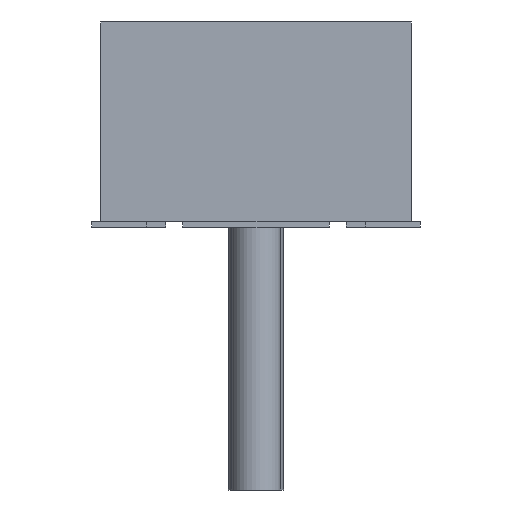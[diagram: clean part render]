
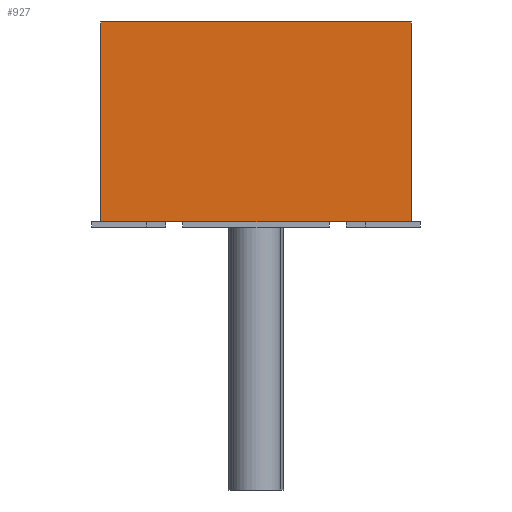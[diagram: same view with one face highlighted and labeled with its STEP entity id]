
A CAD part, left-side view. The second image highlights one B-rep face of the part: STEP entity #927.
In plain terms, the highlighted planar face has unit normal (-1, 0, 0).
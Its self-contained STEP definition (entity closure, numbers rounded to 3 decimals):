
#664 = EDGE_CURVE('',#665,#667,#669,.T.);
#665 = VERTEX_POINT('',#666);
#666 = CARTESIAN_POINT('',(-24.55,2.95,0.));
#667 = VERTEX_POINT('',#668);
#668 = CARTESIAN_POINT('',(-24.55,2.95,3.8));
#669 = SURFACE_CURVE('',#670,(#674,#686),.PCURVE_S1.);
#670 = LINE('',#671,#672);
#671 = CARTESIAN_POINT('',(-24.55,2.95,0.));
#672 = VECTOR('',#673,1.);
#673 = DIRECTION('',(0.,0.,1.));
#674 = PCURVE('',#675,#680);
#675 = PLANE('',#676);
#676 = AXIS2_PLACEMENT_3D('',#677,#678,#679);
#677 = CARTESIAN_POINT('',(-24.55,2.95,0.));
#678 = DIRECTION('',(0.,1.,0.));
#679 = DIRECTION('',(1.,0.,0.));
#680 = DEFINITIONAL_REPRESENTATION('',(#681),#685);
#681 = LINE('',#682,#683);
#682 = CARTESIAN_POINT('',(0.,0.));
#683 = VECTOR('',#684,1.);
#684 = DIRECTION('',(0.,-1.));
#685 = ( GEOMETRIC_REPRESENTATION_CONTEXT(2) 
PARAMETRIC_REPRESENTATION_CONTEXT() REPRESENTATION_CONTEXT('2D SPACE',''
  ) );
#686 = PCURVE('',#687,#692);
#687 = PLANE('',#688);
#688 = AXIS2_PLACEMENT_3D('',#689,#690,#691);
#689 = CARTESIAN_POINT('',(-24.55,-2.95,0.));
#690 = DIRECTION('',(-1.,0.,0.));
#691 = DIRECTION('',(0.,1.,0.));
#692 = DEFINITIONAL_REPRESENTATION('',(#693),#697);
#693 = LINE('',#694,#695);
#694 = CARTESIAN_POINT('',(5.9,0.));
#695 = VECTOR('',#696,1.);
#696 = DIRECTION('',(0.,-1.));
#697 = ( GEOMETRIC_REPRESENTATION_CONTEXT(2) 
PARAMETRIC_REPRESENTATION_CONTEXT() REPRESENTATION_CONTEXT('2D SPACE',''
  ) );
#715 = PLANE('',#716);
#716 = AXIS2_PLACEMENT_3D('',#717,#718,#719);
#717 = CARTESIAN_POINT('',(0.,0.,3.8));
#718 = DIRECTION('',(0.,0.,-1.));
#719 = DIRECTION('',(0.,-1.,0.));
#769 = PLANE('',#770);
#770 = AXIS2_PLACEMENT_3D('',#771,#772,#773);
#771 = CARTESIAN_POINT('',(0.,0.,
    0.));
#772 = DIRECTION('',(0.,0.,-1.));
#773 = DIRECTION('',(0.,-1.,0.));
#824 = PLANE('',#825);
#825 = AXIS2_PLACEMENT_3D('',#826,#827,#828);
#826 = CARTESIAN_POINT('',(24.55,-2.95,0.));
#827 = DIRECTION('',(0.,-1.,0.));
#828 = DIRECTION('',(-1.,0.,0.));
#862 = VERTEX_POINT('',#863);
#863 = CARTESIAN_POINT('',(-24.55,-2.95,3.8));
#884 = EDGE_CURVE('',#885,#862,#887,.T.);
#885 = VERTEX_POINT('',#886);
#886 = CARTESIAN_POINT('',(-24.55,-2.95,0.));
#887 = SURFACE_CURVE('',#888,(#892,#899),.PCURVE_S1.);
#888 = LINE('',#889,#890);
#889 = CARTESIAN_POINT('',(-24.55,-2.95,0.));
#890 = VECTOR('',#891,1.);
#891 = DIRECTION('',(0.,0.,1.));
#892 = PCURVE('',#824,#893);
#893 = DEFINITIONAL_REPRESENTATION('',(#894),#898);
#894 = LINE('',#895,#896);
#895 = CARTESIAN_POINT('',(49.1,0.));
#896 = VECTOR('',#897,1.);
#897 = DIRECTION('',(0.,-1.));
#898 = ( GEOMETRIC_REPRESENTATION_CONTEXT(2) 
PARAMETRIC_REPRESENTATION_CONTEXT() REPRESENTATION_CONTEXT('2D SPACE',''
  ) );
#899 = PCURVE('',#687,#900);
#900 = DEFINITIONAL_REPRESENTATION('',(#901),#905);
#901 = LINE('',#902,#903);
#902 = CARTESIAN_POINT('',(0.,0.));
#903 = VECTOR('',#904,1.);
#904 = DIRECTION('',(0.,-1.));
#905 = ( GEOMETRIC_REPRESENTATION_CONTEXT(2) 
PARAMETRIC_REPRESENTATION_CONTEXT() REPRESENTATION_CONTEXT('2D SPACE',''
  ) );
#927 = ADVANCED_FACE('',(#928),#687,.T.);
#928 = FACE_BOUND('',#929,.T.);
#929 = EDGE_LOOP('',(#930,#931,#952,#953));
#930 = ORIENTED_EDGE('',*,*,#884,.T.);
#931 = ORIENTED_EDGE('',*,*,#932,.T.);
#932 = EDGE_CURVE('',#862,#667,#933,.T.);
#933 = SURFACE_CURVE('',#934,(#938,#945),.PCURVE_S1.);
#934 = LINE('',#935,#936);
#935 = CARTESIAN_POINT('',(-24.55,-2.95,3.8));
#936 = VECTOR('',#937,1.);
#937 = DIRECTION('',(0.,1.,0.));
#938 = PCURVE('',#687,#939);
#939 = DEFINITIONAL_REPRESENTATION('',(#940),#944);
#940 = LINE('',#941,#942);
#941 = CARTESIAN_POINT('',(0.,-3.8));
#942 = VECTOR('',#943,1.);
#943 = DIRECTION('',(1.,0.));
#944 = ( GEOMETRIC_REPRESENTATION_CONTEXT(2) 
PARAMETRIC_REPRESENTATION_CONTEXT() REPRESENTATION_CONTEXT('2D SPACE',''
  ) );
#945 = PCURVE('',#715,#946);
#946 = DEFINITIONAL_REPRESENTATION('',(#947),#951);
#947 = LINE('',#948,#949);
#948 = CARTESIAN_POINT('',(2.95,24.55));
#949 = VECTOR('',#950,1.);
#950 = DIRECTION('',(-1.,0.));
#951 = ( GEOMETRIC_REPRESENTATION_CONTEXT(2) 
PARAMETRIC_REPRESENTATION_CONTEXT() REPRESENTATION_CONTEXT('2D SPACE',''
  ) );
#952 = ORIENTED_EDGE('',*,*,#664,.F.);
#953 = ORIENTED_EDGE('',*,*,#954,.F.);
#954 = EDGE_CURVE('',#885,#665,#955,.T.);
#955 = SURFACE_CURVE('',#956,(#960,#967),.PCURVE_S1.);
#956 = LINE('',#957,#958);
#957 = CARTESIAN_POINT('',(-24.55,-2.95,0.));
#958 = VECTOR('',#959,1.);
#959 = DIRECTION('',(0.,1.,0.));
#960 = PCURVE('',#687,#961);
#961 = DEFINITIONAL_REPRESENTATION('',(#962),#966);
#962 = LINE('',#963,#964);
#963 = CARTESIAN_POINT('',(0.,0.));
#964 = VECTOR('',#965,1.);
#965 = DIRECTION('',(1.,0.));
#966 = ( GEOMETRIC_REPRESENTATION_CONTEXT(2) 
PARAMETRIC_REPRESENTATION_CONTEXT() REPRESENTATION_CONTEXT('2D SPACE',''
  ) );
#967 = PCURVE('',#769,#968);
#968 = DEFINITIONAL_REPRESENTATION('',(#969),#973);
#969 = LINE('',#970,#971);
#970 = CARTESIAN_POINT('',(2.95,24.55));
#971 = VECTOR('',#972,1.);
#972 = DIRECTION('',(-1.,0.));
#973 = ( GEOMETRIC_REPRESENTATION_CONTEXT(2) 
PARAMETRIC_REPRESENTATION_CONTEXT() REPRESENTATION_CONTEXT('2D SPACE',''
  ) );
